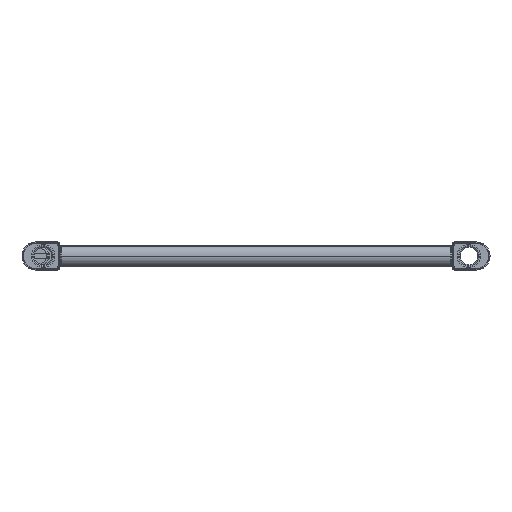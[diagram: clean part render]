
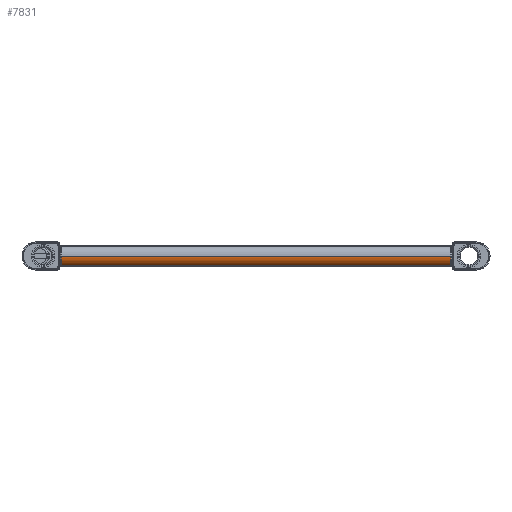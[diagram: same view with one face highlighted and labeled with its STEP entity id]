
A CAD part, front view. The second image highlights one B-rep face of the part: STEP entity #7831.
In plain terms, the highlighted cylindrical face has radius 11 mm (diameter 22 mm), a partial arc.
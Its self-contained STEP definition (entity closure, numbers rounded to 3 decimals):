
#7376=CARTESIAN_POINT('',(-207.992,0.,0.));
#7377=DIRECTION('',(-1.,0.,0.));
#7378=DIRECTION('',(0.,1.,0.));
#7379=AXIS2_PLACEMENT_3D('',#7376,#7377,#7378);
#7381=CARTESIAN_POINT('',(207.992,0.,0.));
#7382=DIRECTION('',(-1.,0.,0.));
#7383=DIRECTION('',(0.,1.,0.));
#7384=AXIS2_PLACEMENT_3D('',#7381,#7382,#7383);
#7386=DIRECTION('',(-1.,0.,0.));
#7387=VECTOR('',#7386,415.983);
#7388=CARTESIAN_POINT('',(207.992,-11.,0.));
#7389=LINE('',#7388,#7387);
#7395=DIRECTION('',(1.,0.,0.));
#7396=VECTOR('',#7395,415.983);
#7397=CARTESIAN_POINT('',(-207.992,11.,0.));
#7398=LINE('',#7397,#7396);
#7744=CARTESIAN_POINT('',(207.992,11.,0.));
#7745=VERTEX_POINT('',#7744);
#7754=CARTESIAN_POINT('',(207.992,-11.,0.));
#7755=VERTEX_POINT('',#7754);
#7764=CARTESIAN_POINT('',(-207.992,11.,0.));
#7765=VERTEX_POINT('',#7764);
#7774=CARTESIAN_POINT('',(-207.992,-11.,0.));
#7775=VERTEX_POINT('',#7774);
#7816=CARTESIAN_POINT('',(223.125,0.,0.));
#7817=DIRECTION('',(-1.,0.,0.));
#7818=DIRECTION('',(0.,1.,0.));
#7819=AXIS2_PLACEMENT_3D('',#7816,#7817,#7818);
#7820=CYLINDRICAL_SURFACE('',#7819,11.);
#7822=ORIENTED_EDGE('',*,*,#7821,.F.);
#7824=ORIENTED_EDGE('',*,*,#7823,.T.);
#7826=ORIENTED_EDGE('',*,*,#7825,.F.);
#7828=ORIENTED_EDGE('',*,*,#7827,.F.);
#7829=EDGE_LOOP('',(#7822,#7824,#7826,#7828));
#7830=FACE_OUTER_BOUND('',#7829,.F.);
#7380=CIRCLE('',#7379,11.);
#7385=CIRCLE('',#7384,11.);
#7821=EDGE_CURVE('',#7765,#7745,#7398,.T.);
#7823=EDGE_CURVE('',#7765,#7775,#7380,.T.);
#7825=EDGE_CURVE('',#7755,#7775,#7389,.T.);
#7827=EDGE_CURVE('',#7745,#7755,#7385,.T.);
#7831=ADVANCED_FACE('',(#7830),#7820,.T.);
